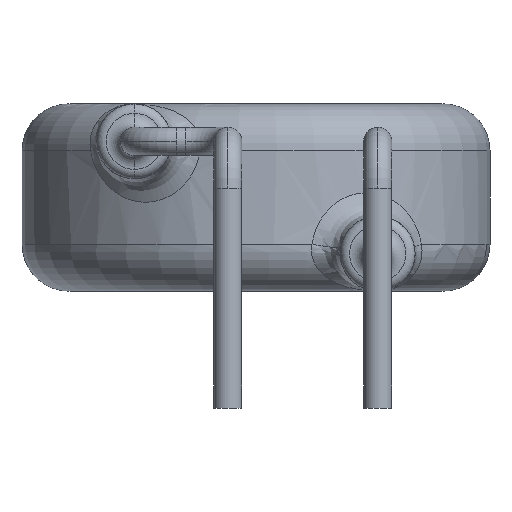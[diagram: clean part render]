
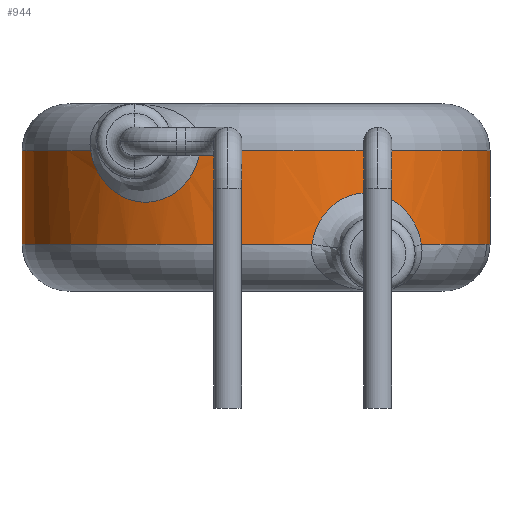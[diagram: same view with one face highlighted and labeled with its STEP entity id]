
A CAD part, front view. The second image highlights one B-rep face of the part: STEP entity #944.
In plain terms, the highlighted cylindrical face has radius 5 mm (diameter 10 mm), a partial arc.
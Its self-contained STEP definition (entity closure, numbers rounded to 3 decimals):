
#2 = EDGE_CURVE ( 'NONE', #863, #862, #2109, .T. ) ;
#6 = EDGE_CURVE ( 'NONE', #864, #2624, #581, .T. ) ;
#9 = EDGE_CURVE ( 'NONE', #2625, #862, #2110, .T. ) ;
#14 = EDGE_CURVE ( 'NONE', #2625, #858, #2124, .T. ) ;
#64 = AXIS2_PLACEMENT_3D ( 'NONE', #890, #1723, #1724 ) ;
#69 = AXIS2_PLACEMENT_3D ( 'NONE', #1751, #1753, #1754 ) ;
#206 = AXIS2_PLACEMENT_3D ( 'NONE', #2232, #2231, #2225 ) ;
#226 = AXIS2_PLACEMENT_3D ( 'NONE', #2296, #2328, #2329 ) ;
#577 = AXIS2_PLACEMENT_3D ( 'NONE', #2581, #884, #885 ) ;
#581 = CIRCLE ( 'NONE', #64, 5. ) ;
#698 = CARTESIAN_POINT ( 'NONE',  ( -1.196, 2.145, 1. ) ) ;
#858 = VERTEX_POINT ( 'NONE', #2017 ) ;
#861 = VERTEX_POINT ( 'NONE', #2019 ) ;
#862 = VERTEX_POINT ( 'NONE', #2020 ) ;
#863 = VERTEX_POINT ( 'NONE', #2021 ) ;
#864 = VERTEX_POINT ( 'NONE', #2022 ) ;
#865 = VERTEX_POINT ( 'NONE', #2023 ) ;
#884 = DIRECTION ( 'NONE',  ( 0., 0., 1. ) ) ;
#885 = DIRECTION ( 'NONE',  ( 1., 0., 0. ) ) ;
#890 = CARTESIAN_POINT ( 'NONE',  ( 0., 7., 1. ) ) ;
#944 = ADVANCED_FACE ( 'NONE', ( #2857 ), #2858, .T. ) ;
#1723 = DIRECTION ( 'NONE',  ( 0., 0., -1. ) ) ;
#1724 = DIRECTION ( 'NONE',  ( 1., 0., 0. ) ) ;
#1728 = CARTESIAN_POINT ( 'NONE',  ( 5., 7., 2. ) ) ;
#1738 = DIRECTION ( 'NONE',  ( 0., 0., -1. ) ) ;
#1751 = CARTESIAN_POINT ( 'NONE',  ( 0., 7., 1. ) ) ;
#1753 = DIRECTION ( 'NONE',  ( 0., 0., -1. ) ) ;
#1754 = DIRECTION ( 'NONE',  ( 1., 0., 0. ) ) ;
#2017 = CARTESIAN_POINT ( 'NONE',  ( -1.196, 2.145, 1. ) ) ;
#2019 = CARTESIAN_POINT ( 'NONE',  ( -5., 7., -1. ) ) ;
#2020 = CARTESIAN_POINT ( 'NONE',  ( 5., 7., -1. ) ) ;
#2021 = CARTESIAN_POINT ( 'NONE',  ( 3.531, 3.46, -1. ) ) ;
#2022 = CARTESIAN_POINT ( 'NONE',  ( -3.531, 3.46, 1. ) ) ;
#2023 = CARTESIAN_POINT ( 'NONE',  ( 1.196, 2.145, -1. ) ) ;
#2109 = CIRCLE ( 'NONE', #577, 5. ) ;
#2110 = LINE ( 'NONE', #1728, #2112 ) ;
#2112 = VECTOR ( 'NONE', #1738, 1000. ) ;
#2119 = EDGE_CURVE ( 'NONE', #858, #864, #2543, .T. ) ;
#2121 = EDGE_CURVE ( 'NONE', #861, #865, #2915, .T. ) ;
#2124 = CIRCLE ( 'NONE', #69, 5. ) ;
#2127 = EDGE_CURVE ( 'NONE', #865, #863, #2536, .T. ) ;
#2225 = DIRECTION ( 'NONE',  ( -1., 0., 0. ) ) ;
#2231 = DIRECTION ( 'NONE',  ( 0., 0., -1. ) ) ;
#2232 = CARTESIAN_POINT ( 'NONE',  ( 0., 7., 2. ) ) ;
#2296 = CARTESIAN_POINT ( 'NONE',  ( 0., 7., -1. ) ) ;
#2307 = CARTESIAN_POINT ( 'NONE',  ( -1.218, 2.151, 0.842 ) ) ;
#2308 = CARTESIAN_POINT ( 'NONE',  ( -1.266, 2.162, 0.692 ) ) ;
#2309 = CARTESIAN_POINT ( 'NONE',  ( -1.412, 2.203, 0.412 ) ) ;
#2310 = CARTESIAN_POINT ( 'NONE',  ( -1.508, 2.231, 0.289 ) ) ;
#2311 = CARTESIAN_POINT ( 'NONE',  ( -1.68, 2.29, 0.136 ) ) ;
#2312 = CARTESIAN_POINT ( 'NONE',  ( -1.742, 2.313, 0.092 ) ) ;
#2313 = CARTESIAN_POINT ( 'NONE',  ( -1.87, 2.363, 0.016 ) ) ;
#2314 = CARTESIAN_POINT ( 'NONE',  ( -1.939, 2.391, -0.016 ) ) ;
#2315 = CARTESIAN_POINT ( 'NONE',  ( -2.147, 2.482, -0.088 ) ) ;
#2316 = CARTESIAN_POINT ( 'NONE',  ( -2.287, 2.551, -0.106 ) ) ;
#2317 = CARTESIAN_POINT ( 'NONE',  ( -2.566, 2.706, -0.09 ) ) ;
#2318 = CARTESIAN_POINT ( 'NONE',  ( -2.696, 2.787, -0.056 ) ) ;
#2319 = CARTESIAN_POINT ( 'NONE',  ( -2.94, 2.953, 0.056 ) ) ;
#2320 = CARTESIAN_POINT ( 'NONE',  ( -3.051, 3.037, 0.133 ) ) ;
#2321 = CARTESIAN_POINT ( 'NONE',  ( -3.343, 3.273, 0.418 ) ) ;
#2322 = CARTESIAN_POINT ( 'NONE',  ( -3.487, 3.416, 0.687 ) ) ;
#2323 = CARTESIAN_POINT ( 'NONE',  ( -3.531, 3.46, 1. ) ) ;
#2328 = DIRECTION ( 'NONE',  ( 0., 0., 1. ) ) ;
#2329 = DIRECTION ( 'NONE',  ( 1., 0., 0. ) ) ;
#2333 = CARTESIAN_POINT ( 'NONE',  ( 1.196, 2.145, -1. ) ) ;
#2359 = CARTESIAN_POINT ( 'NONE',  ( 1.218, 2.151, -0.842 ) ) ;
#2360 = CARTESIAN_POINT ( 'NONE',  ( 1.266, 2.162, -0.692 ) ) ;
#2361 = CARTESIAN_POINT ( 'NONE',  ( 1.412, 2.203, -0.412 ) ) ;
#2362 = CARTESIAN_POINT ( 'NONE',  ( 1.508, 2.231, -0.289 ) ) ;
#2363 = CARTESIAN_POINT ( 'NONE',  ( 1.68, 2.29, -0.136 ) ) ;
#2364 = CARTESIAN_POINT ( 'NONE',  ( 1.742, 2.313, -0.092 ) ) ;
#2365 = CARTESIAN_POINT ( 'NONE',  ( 1.87, 2.363, -0.016 ) ) ;
#2366 = CARTESIAN_POINT ( 'NONE',  ( 1.939, 2.391, 0.016 ) ) ;
#2367 = CARTESIAN_POINT ( 'NONE',  ( 2.147, 2.482, 0.088 ) ) ;
#2368 = CARTESIAN_POINT ( 'NONE',  ( 2.287, 2.551, 0.106 ) ) ;
#2369 = CARTESIAN_POINT ( 'NONE',  ( 2.566, 2.706, 0.09 ) ) ;
#2370 = CARTESIAN_POINT ( 'NONE',  ( 2.696, 2.787, 0.056 ) ) ;
#2371 = CARTESIAN_POINT ( 'NONE',  ( 2.94, 2.953, -0.056 ) ) ;
#2372 = CARTESIAN_POINT ( 'NONE',  ( 3.051, 3.037, -0.133 ) ) ;
#2373 = CARTESIAN_POINT ( 'NONE',  ( 3.343, 3.273, -0.418 ) ) ;
#2374 = CARTESIAN_POINT ( 'NONE',  ( 3.487, 3.416, -0.687 ) ) ;
#2375 = CARTESIAN_POINT ( 'NONE',  ( 3.531, 3.46, -1. ) ) ;
#2385 = CARTESIAN_POINT ( 'NONE',  ( -5., 7., 2. ) ) ;
#2386 = DIRECTION ( 'NONE',  ( 0., 0., -1. ) ) ;
#2435 = CARTESIAN_POINT ( 'NONE',  ( -5., 7., 1. ) ) ;
#2436 = CARTESIAN_POINT ( 'NONE',  ( 5., 7., 1. ) ) ;
#2532 = EDGE_CURVE ( 'NONE', #2624, #861, #2913, .T. ) ;
#2536 = B_SPLINE_CURVE_WITH_KNOTS ( 'NONE', 3,
 ( #2333, #2359, #2360, #2361, #2362, #2363, #2364, #2365, #2366, #2367, #2368, #2369, #2370, #2371, #2372, #2373, #2374, #2375 ),
 .UNSPECIFIED., .F., .F.,
 ( 4, 2, 2, 2, 2, 2, 2, 2, 4 ),
 ( 0., 0., 0.001, 0.001, 0.001, 0.002, 0.002, 0.003, 0.004 ),
 .UNSPECIFIED. ) ;
#2543 = B_SPLINE_CURVE_WITH_KNOTS ( 'NONE', 3,
 ( #698, #2307, #2308, #2309, #2310, #2311, #2312, #2313, #2314, #2315, #2316, #2317, #2318, #2319, #2320, #2321, #2322, #2323 ),
 .UNSPECIFIED., .F., .F.,
 ( 4, 2, 2, 2, 2, 2, 2, 2, 4 ),
 ( 0., 0., 0.001, 0.001, 0.001, 0.002, 0.002, 0.003, 0.004 ),
 .UNSPECIFIED. ) ;
#2581 = CARTESIAN_POINT ( 'NONE',  ( 0., 7., -1. ) ) ;
#2624 = VERTEX_POINT ( 'NONE', #2435 ) ;
#2625 = VERTEX_POINT ( 'NONE', #2436 ) ;
#2667 = EDGE_LOOP ( 'NONE', ( #2695, #2701, #2762, #2702, #2737, #2688, #2748, #2679 ) ) ;
#2679 = ORIENTED_EDGE ( 'NONE', *, *, #2, .T. ) ;
#2688 = ORIENTED_EDGE ( 'NONE', *, *, #2121, .T. ) ;
#2695 = ORIENTED_EDGE ( 'NONE', *, *, #9, .F. ) ;
#2701 = ORIENTED_EDGE ( 'NONE', *, *, #14, .T. ) ;
#2702 = ORIENTED_EDGE ( 'NONE', *, *, #6, .T. ) ;
#2737 = ORIENTED_EDGE ( 'NONE', *, *, #2532, .T. ) ;
#2748 = ORIENTED_EDGE ( 'NONE', *, *, #2127, .T. ) ;
#2762 = ORIENTED_EDGE ( 'NONE', *, *, #2119, .T. ) ;
#2857 = FACE_OUTER_BOUND ( 'NONE', #2667, .T. ) ;
#2858 = CYLINDRICAL_SURFACE ( 'NONE', #206, 5. ) ;
#2908 = VECTOR ( 'NONE', #2386, 1000. ) ;
#2913 = LINE ( 'NONE', #2385, #2908 ) ;
#2915 = CIRCLE ( 'NONE', #226, 5. ) ;
